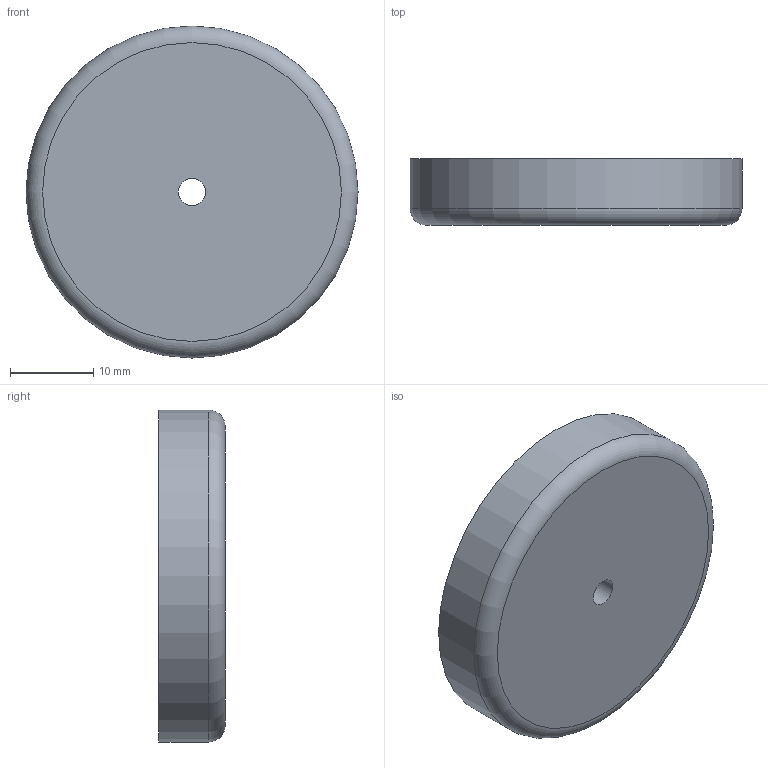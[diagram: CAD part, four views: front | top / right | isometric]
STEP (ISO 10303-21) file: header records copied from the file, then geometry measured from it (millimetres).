
FILE_DESCRIPTION(/* description */ (''),/* implementation_level */ '2;1');
FILE_NAME(/* name */ 'E0153363 -.stp',/* time_stamp */ '2022-10-12T10:38:29+02:00',/* author */ ('rm'),/* organization */ (''),/* preprocessor_version */ 'ST-DEVELOPER v18.1',/* originating_system */ 'Autodesk Inventor 2021',/* authorisation */ '');
FILE_SCHEMA (('CONFIG_CONTROL_DESIGN'));
Length unit declared in the file: millimetre
Products named in the file (3): E0153363; E0153364; E0153362
Assembly tree (2 placements, depth 2):
  E0153363
    E0153364
    E0153362
Bounding box: 40 x 8 x 40 mm (x, y, z)
Volume: 9879.3 mm3; surface area: 6923.4 mm2
Topology: 2 solids, 2 shells, 47 faces, 117 edges, 78 vertices
Faces by surface type: plane 22, bspline 16, cylinder 6, torus 3
Full cylindrical faces by diameter (mm): 3.3 x1, 5.2 x2, 36 x2, 40 x1
Entity records: 1660 total; most frequent: CARTESIAN_POINT 503, ORIENTED_EDGE 234, DIRECTION 178, EDGE_CURVE 117, VERTEX_POINT 78, LINE 64, VECTOR 64, AXIS2_PLACEMENT_3D 57
